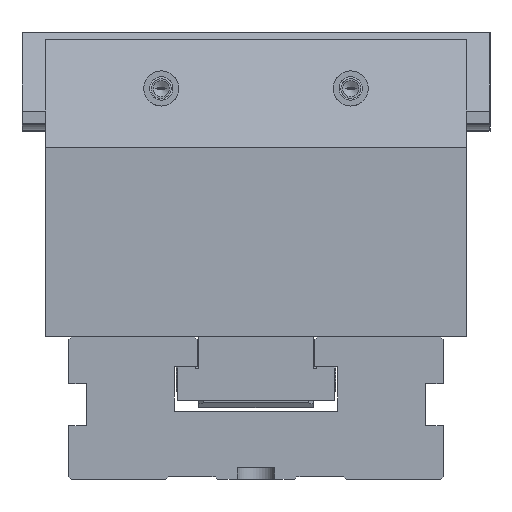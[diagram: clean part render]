
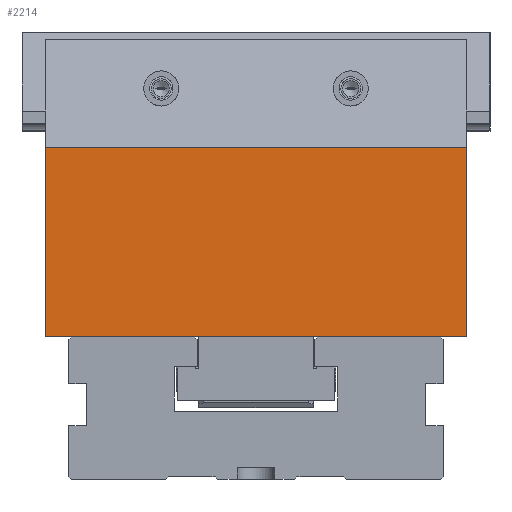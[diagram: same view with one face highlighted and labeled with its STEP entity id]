
A CAD part, left-side view. The second image highlights one B-rep face of the part: STEP entity #2214.
In plain terms, the highlighted planar face has unit normal (-1, 0, 0).
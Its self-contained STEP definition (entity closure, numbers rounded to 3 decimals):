
#2214=ADVANCED_FACE('',(#2823),#2511,.T.);
#2511=PLANE('',#9753);
#2823=FACE_OUTER_BOUND('',#3436,.T.);
#3436=EDGE_LOOP('',(#5548,#5549,#5550,#5551));
#5548=ORIENTED_EDGE('',*,*,#7529,.F.);
#5549=ORIENTED_EDGE('',*,*,#7530,.F.);
#5550=ORIENTED_EDGE('',*,*,#7531,.T.);
#5551=ORIENTED_EDGE('',*,*,#7526,.T.);
#6444=VERTEX_POINT('',#15115);
#6445=VERTEX_POINT('',#15117);
#6447=VERTEX_POINT('',#15123);
#6448=VERTEX_POINT('',#15125);
#7526=EDGE_CURVE('',#6445,#6444,#8281,.T.);
#7529=EDGE_CURVE('',#6447,#6444,#8283,.T.);
#7530=EDGE_CURVE('',#6448,#6447,#8284,.T.);
#7531=EDGE_CURVE('',#6448,#6445,#8285,.T.);
#8281=LINE('',#15116,#9015);
#8283=LINE('',#15122,#9017);
#8284=LINE('',#15124,#9018);
#8285=LINE('',#15126,#9019);
#9015=VECTOR('',#11921,1.);
#9017=VECTOR('',#11927,1.);
#9018=VECTOR('',#11928,1.);
#9019=VECTOR('',#11929,1.);
#9753=AXIS2_PLACEMENT_3D('',#15127,#11930,#11931);
#11921=DIRECTION('',(0.,0.,1.));
#11927=DIRECTION('',(0.,-1.,0.));
#11928=DIRECTION('',(0.,0.,1.));
#11929=DIRECTION('',(0.,-1.,0.));
#11930=DIRECTION('',(-1.,0.,0.));
#11931=DIRECTION('',(0.,0.,1.));
#15115=CARTESIAN_POINT('',(0.,-10.,142.98));
#15116=CARTESIAN_POINT('',(0.,-10.,125.8));
#15117=CARTESIAN_POINT('',(0.,-10.,62.));
#15122=CARTESIAN_POINT('',(0.,80.,142.98));
#15123=CARTESIAN_POINT('',(0.,170.,142.98));
#15124=CARTESIAN_POINT('',(0.,170.,125.8));
#15125=CARTESIAN_POINT('',(0.,170.,62.));
#15126=CARTESIAN_POINT('',(0.,80.,62.));
#15127=CARTESIAN_POINT('',(0.,80.,125.8));
